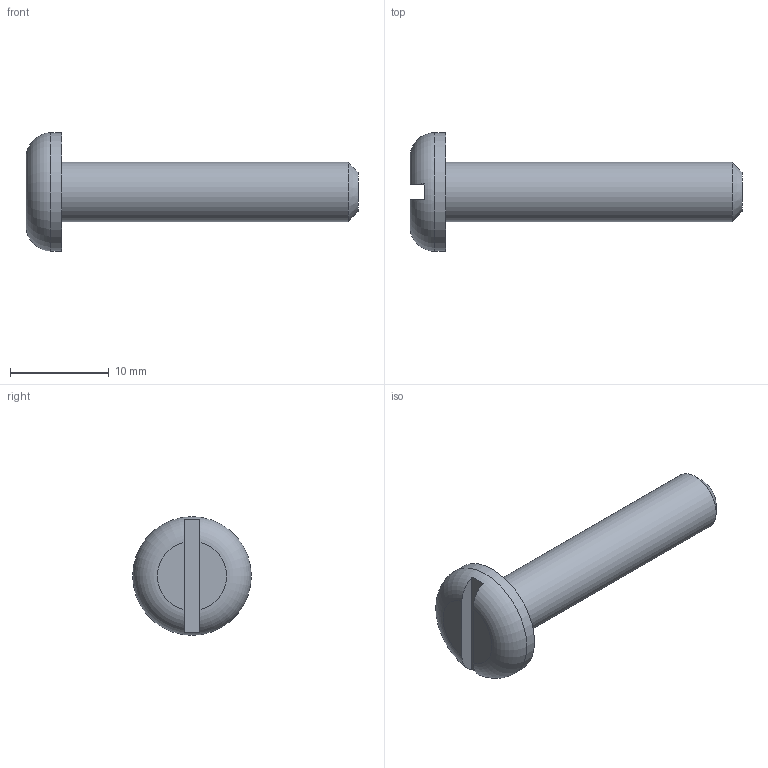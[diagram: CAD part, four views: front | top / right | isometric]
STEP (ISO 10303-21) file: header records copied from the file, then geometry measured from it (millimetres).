
FILE_DESCRIPTION(('STEP AP242'), '1');
FILE_NAME('3. 8 âèíòîâ Ì6 (äëÿ çàêðåïëåíèÿ óïëîòíèòåëüíîãî êîëüöà)', '', ('UNSPECIFIED'), ('UNSPECIFIED'), 'C3D Converter', 'C3D Toolkit', '');
FILE_SCHEMA(('AP242_MANAGED_MODEL_BASED_3D_ENGINEERING_MIM_LF { 1 0 10303 442 1 1 4 }'));
Length unit declared in the file: millimetre
Assembly tree (1 placements, depth 2):
  (unnamed)
    (unnamed)
Bounding box: 33.6 x 12 x 12 mm (x, y, z)
Volume: 1177.6 mm3; surface area: 899.2 mm2
Topology: 1 solids, 1 shells, 11 faces, 22 edges, 14 vertices
Faces by surface type: plane 7, cylinder 2, torus 1, cone 1
Full cylindrical faces by diameter (mm): 6 x1, 12 x1
Entity records: 482 total; most frequent: CARTESIAN_POINT 175, DIRECTION 50, ORIENTED_EDGE 36, AXIS2_PLACEMENT_3D 23, EDGE_CURVE 18, EDGE_LOOP 16, VERTEX_POINT 14, ADVANCED_FACE 11
